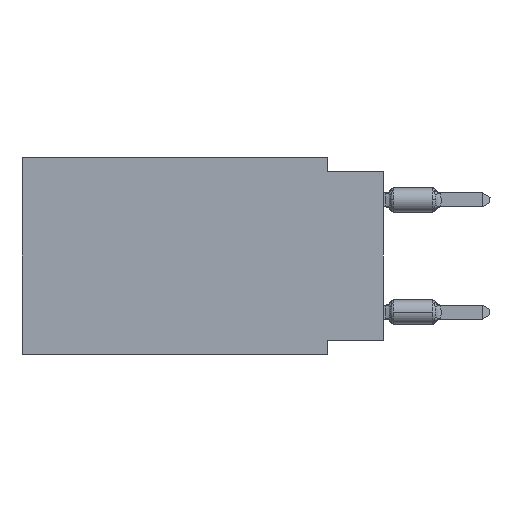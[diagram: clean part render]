
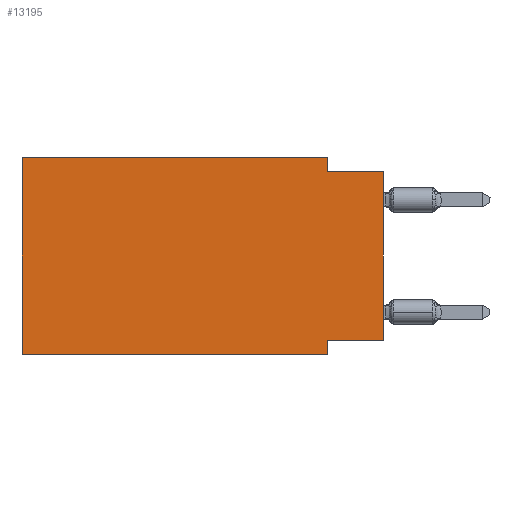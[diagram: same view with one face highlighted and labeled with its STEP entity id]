
A CAD part, left-side view. The second image highlights one B-rep face of the part: STEP entity #13195.
In plain terms, the highlighted planar face has unit normal (-1, 0, 0).
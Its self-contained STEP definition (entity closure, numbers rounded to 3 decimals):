
#100 = CARTESIAN_POINT ( 'NONE',  ( 0., 16.383, 0. ) ) ;
#276 = PLANE ( 'NONE',  #5966 ) ;
#436 = EDGE_CURVE ( 'NONE', #9222, #768, #32762, .T. ) ;
#552 = ORIENTED_EDGE ( 'NONE', *, *, #30744, .F. ) ;
#768 = VERTEX_POINT ( 'NONE', #13815 ) ;
#899 = ORIENTED_EDGE ( 'NONE', *, *, #436, .F. ) ;
#1243 = CARTESIAN_POINT ( 'NONE',  ( 0., 2.54, -8.89 ) ) ;
#1545 = EDGE_CURVE ( 'NONE', #25696, #9215, #23961, .T. ) ;
#2912 = ORIENTED_EDGE ( 'NONE', *, *, #19437, .F. ) ;
#2971 = LINE ( 'NONE', #21172, #12754 ) ;
#3145 = CARTESIAN_POINT ( 'NONE',  ( 0., 16.383, -8.89 ) ) ;
#3705 = CARTESIAN_POINT ( 'NONE',  ( 0., 16.383, 0. ) ) ;
#4289 = DIRECTION ( 'NONE',  ( 0., -1., 0. ) ) ;
#4752 = ORIENTED_EDGE ( 'NONE', *, *, #28125, .F. ) ;
#5145 = LINE ( 'NONE', #30493, #5163 ) ;
#5163 = VECTOR ( 'NONE', #7200, 1000. ) ;
#5165 = LINE ( 'NONE', #22878, #16457 ) ;
#5395 = ORIENTED_EDGE ( 'NONE', *, *, #7594, .T. ) ;
#5966 = AXIS2_PLACEMENT_3D ( 'NONE', #100, #12997, #31024 ) ;
#6147 = DIRECTION ( 'NONE',  ( 0., 0., -1. ) ) ;
#6667 = CARTESIAN_POINT ( 'NONE',  ( 0., 0., -0.635 ) ) ;
#7053 = DIRECTION ( 'NONE',  ( 0., 0., -1. ) ) ;
#7200 = DIRECTION ( 'NONE',  ( 0., 0., 1. ) ) ;
#7303 = VECTOR ( 'NONE', #4289, 1000. ) ;
#7322 = CARTESIAN_POINT ( 'NONE',  ( 0., 0., -8.255 ) ) ;
#7594 = EDGE_CURVE ( 'NONE', #23847, #10926, #2971, .T. ) ;
#8216 = CARTESIAN_POINT ( 'NONE',  ( 0., 2.54, -8.255 ) ) ;
#9215 = VERTEX_POINT ( 'NONE', #28813 ) ;
#9222 = VERTEX_POINT ( 'NONE', #18107 ) ;
#10776 = DIRECTION ( 'NONE',  ( 0., -1., 0. ) ) ;
#10841 = CARTESIAN_POINT ( 'NONE',  ( 0., 0., 0. ) ) ;
#10926 = VERTEX_POINT ( 'NONE', #27223 ) ;
#12033 = CARTESIAN_POINT ( 'NONE',  ( 0., 2.54, -0.635 ) ) ;
#12227 = VECTOR ( 'NONE', #19343, 1000. ) ;
#12754 = VECTOR ( 'NONE', #10776, 1000. ) ;
#12997 = DIRECTION ( 'NONE',  ( 1., 0., 0. ) ) ;
#13195 = ADVANCED_FACE ( 'NONE', ( #23549 ), #276, .F. ) ;
#13815 = CARTESIAN_POINT ( 'NONE',  ( 0., 2.54, 0. ) ) ;
#15008 = VECTOR ( 'NONE', #26819, 1000. ) ;
#16457 = VECTOR ( 'NONE', #7053, 1000. ) ;
#18107 = CARTESIAN_POINT ( 'NONE',  ( 0., 16.383, 0. ) ) ;
#18648 = EDGE_CURVE ( 'NONE', #26101, #9215, #22327, .T. ) ;
#19343 = DIRECTION ( 'NONE',  ( 0., -1., 0. ) ) ;
#19437 = EDGE_CURVE ( 'NONE', #23847, #9222, #5145, .T. ) ;
#20144 = CARTESIAN_POINT ( 'NONE',  ( 0., 0., -8.255 ) ) ;
#21172 = CARTESIAN_POINT ( 'NONE',  ( 0., 16.383, -8.89 ) ) ;
#21473 = ORIENTED_EDGE ( 'NONE', *, *, #25640, .F. ) ;
#21643 = LINE ( 'NONE', #1243, #21660 ) ;
#21660 = VECTOR ( 'NONE', #6147, 1000. ) ;
#22327 = LINE ( 'NONE', #6667, #7303 ) ;
#22365 = DIRECTION ( 'NONE',  ( 0., 1., 0. ) ) ;
#22396 = VERTEX_POINT ( 'NONE', #8216 ) ;
#22878 = CARTESIAN_POINT ( 'NONE',  ( 0., 2.54, 0. ) ) ;
#23549 = FACE_OUTER_BOUND ( 'NONE', #28904, .T. ) ;
#23847 = VERTEX_POINT ( 'NONE', #3145 ) ;
#23961 = LINE ( 'NONE', #10841, #15008 ) ;
#25640 = EDGE_CURVE ( 'NONE', #22396, #10926, #21643, .T. ) ;
#25696 = VERTEX_POINT ( 'NONE', #7322 ) ;
#26101 = VERTEX_POINT ( 'NONE', #12033 ) ;
#26819 = DIRECTION ( 'NONE',  ( 0., 0., 1. ) ) ;
#27223 = CARTESIAN_POINT ( 'NONE',  ( 0., 2.54, -8.89 ) ) ;
#28120 = LINE ( 'NONE', #20144, #28266 ) ;
#28125 = EDGE_CURVE ( 'NONE', #25696, #22396, #28120, .T. ) ;
#28266 = VECTOR ( 'NONE', #22365, 1000. ) ;
#28319 = ORIENTED_EDGE ( 'NONE', *, *, #1545, .T. ) ;
#28813 = CARTESIAN_POINT ( 'NONE',  ( 0., 0., -0.635 ) ) ;
#28904 = EDGE_LOOP ( 'NONE', ( #28319, #31960, #552, #899, #2912, #5395, #21473, #4752 ) ) ;
#30493 = CARTESIAN_POINT ( 'NONE',  ( 0., 16.383, 0. ) ) ;
#30744 = EDGE_CURVE ( 'NONE', #768, #26101, #5165, .T. ) ;
#31024 = DIRECTION ( 'NONE',  ( 0., 0., -1. ) ) ;
#31960 = ORIENTED_EDGE ( 'NONE', *, *, #18648, .F. ) ;
#32762 = LINE ( 'NONE', #3705, #12227 ) ;
